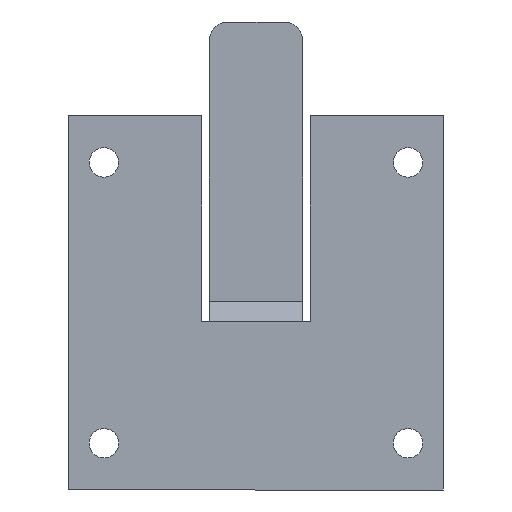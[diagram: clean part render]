
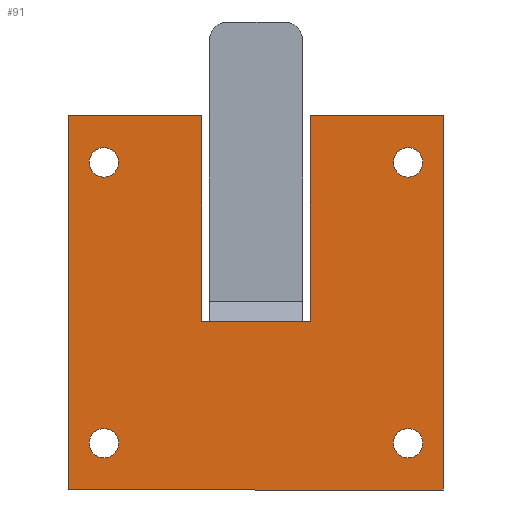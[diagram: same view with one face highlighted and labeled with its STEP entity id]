
A CAD part, front view. The second image highlights one B-rep face of the part: STEP entity #91.
In plain terms, the highlighted planar face has unit normal (0, -1, 0).
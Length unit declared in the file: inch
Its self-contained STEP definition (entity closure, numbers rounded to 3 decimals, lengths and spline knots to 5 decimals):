
#10 = VECTOR ( 'NONE', #100, 39.37008 ) ;
#18 = DIRECTION ( 'NONE',  ( 0., 0., 1. ) ) ;
#32 = VECTOR ( 'NONE', #922, 39.37008 ) ;
#44 = VERTEX_POINT ( 'NONE', #1298 ) ;
#48 = EDGE_CURVE ( 'NONE', #766, #798, #164, .T. ) ;
#50 = LINE ( 'NONE', #385, #944 ) ;
#71 = ORIENTED_EDGE ( 'NONE', *, *, #364, .F. ) ;
#72 = DIRECTION ( 'NONE',  ( 0., -1., 0. ) ) ;
#73 = VERTEX_POINT ( 'NONE', #295 ) ;
#76 = CARTESIAN_POINT ( 'NONE',  ( 0.8125, -0.2, -0.75 ) ) ;
#78 = ORIENTED_EDGE ( 'NONE', *, *, #971, .T. ) ;
#79 = CARTESIAN_POINT ( 'NONE',  ( -0.28937, -0.2, -0.1 ) ) ;
#81 = FACE_BOUND ( 'NONE', #304, .T. ) ;
#91 = ADVANCED_FACE ( 'NONE', ( #378, #935, #829, #81, #1066 ), #711, .F. ) ;
#96 = EDGE_CURVE ( 'NONE', #1150, #1225, #1029, .T. ) ;
#100 = DIRECTION ( 'NONE',  ( 0., 0., -1. ) ) ;
#107 = AXIS2_PLACEMENT_3D ( 'NONE', #170, #599, #1042 ) ;
#121 = CARTESIAN_POINT ( 'NONE',  ( -0.8125, -0.2, -0.67126 ) ) ;
#126 = CIRCLE ( 'NONE', #919, 0.07874 ) ;
#135 = VERTEX_POINT ( 'NONE', #1263 ) ;
#143 = EDGE_LOOP ( 'NONE', ( #933, #71 ) ) ;
#145 = CARTESIAN_POINT ( 'NONE',  ( -0.8125, -0.2, 0.75 ) ) ;
#153 = CIRCLE ( 'NONE', #290, 0.07874 ) ;
#164 = LINE ( 'NONE', #1161, #32 ) ;
#170 = CARTESIAN_POINT ( 'NONE',  ( 0.8125, -0.2, 0.75 ) ) ;
#201 = VERTEX_POINT ( 'NONE', #554 ) ;
#214 = CARTESIAN_POINT ( 'NONE',  ( 1., -0.2, -1. ) ) ;
#215 = CARTESIAN_POINT ( 'NONE',  ( 0.28937, -0.2, 1. ) ) ;
#221 = VECTOR ( 'NONE', #801, 39.37008 ) ;
#230 = DIRECTION ( 'NONE',  ( 0., 0., -1. ) ) ;
#232 = CARTESIAN_POINT ( 'NONE',  ( -0.28937, -0.2, -0.1 ) ) ;
#239 = EDGE_CURVE ( 'NONE', #495, #571, #882, .T. ) ;
#247 = DIRECTION ( 'NONE',  ( 0., -1., 0. ) ) ;
#262 = DIRECTION ( 'NONE',  ( 0., -1., 0. ) ) ;
#285 = ORIENTED_EDGE ( 'NONE', *, *, #668, .T. ) ;
#289 = CARTESIAN_POINT ( 'NONE',  ( 1., -0.2, 1. ) ) ;
#290 = AXIS2_PLACEMENT_3D ( 'NONE', #1156, #372, #1376 ) ;
#293 = ORIENTED_EDGE ( 'NONE', *, *, #1275, .F. ) ;
#295 = CARTESIAN_POINT ( 'NONE',  ( 0.8125, -0.2, 0.67126 ) ) ;
#299 = EDGE_CURVE ( 'NONE', #535, #766, #1023, .T. ) ;
#304 = EDGE_LOOP ( 'NONE', ( #613, #550 ) ) ;
#341 = EDGE_CURVE ( 'NONE', #1068, #495, #363, .T. ) ;
#345 = EDGE_CURVE ( 'NONE', #44, #201, #755, .T. ) ;
#356 = ORIENTED_EDGE ( 'NONE', *, *, #239, .T. ) ;
#363 = LINE ( 'NONE', #900, #431 ) ;
#364 = EDGE_CURVE ( 'NONE', #940, #1326, #126, .T. ) ;
#368 = DIRECTION ( 'NONE',  ( 0., 0., -1. ) ) ;
#372 = DIRECTION ( 'NONE',  ( 0., -1., 0. ) ) ;
#378 = FACE_OUTER_BOUND ( 'NONE', #603, .T. ) ;
#379 = AXIS2_PLACEMENT_3D ( 'NONE', #1002, #247, #230 ) ;
#381 = CARTESIAN_POINT ( 'NONE',  ( 0.8125, -0.2, 0.75 ) ) ;
#385 = CARTESIAN_POINT ( 'NONE',  ( -1., -0.2, -1. ) ) ;
#395 = DIRECTION ( 'NONE',  ( 0., 0., -1. ) ) ;
#426 = EDGE_LOOP ( 'NONE', ( #1184, #293 ) ) ;
#431 = VECTOR ( 'NONE', #18, 39.37008 ) ;
#449 = CARTESIAN_POINT ( 'NONE',  ( 0.28937, -0.2, -0.1 ) ) ;
#463 = DIRECTION ( 'NONE',  ( 0., 0., -1. ) ) ;
#478 = AXIS2_PLACEMENT_3D ( 'NONE', #381, #72, #395 ) ;
#495 = VERTEX_POINT ( 'NONE', #289 ) ;
#507 = DIRECTION ( 'NONE',  ( 1., 0., 0. ) ) ;
#522 = VECTOR ( 'NONE', #997, 39.37008 ) ;
#530 = DIRECTION ( 'NONE',  ( 0., 1., 0. ) ) ;
#535 = VERTEX_POINT ( 'NONE', #79 ) ;
#550 = ORIENTED_EDGE ( 'NONE', *, *, #1242, .F. ) ;
#554 = CARTESIAN_POINT ( 'NONE',  ( -0.8125, -0.2, 0.82874 ) ) ;
#571 = VERTEX_POINT ( 'NONE', #215 ) ;
#576 = CARTESIAN_POINT ( 'NONE',  ( 0.8125, -0.2, -0.75 ) ) ;
#592 = VERTEX_POINT ( 'NONE', #643 ) ;
#593 = CARTESIAN_POINT ( 'NONE',  ( -1., -0.2, 1. ) ) ;
#599 = DIRECTION ( 'NONE',  ( 0., -1., 0. ) ) ;
#602 = CARTESIAN_POINT ( 'NONE',  ( -1., -0.2, 1. ) ) ;
#603 = EDGE_LOOP ( 'NONE', ( #78, #1276, #1089, #888, #285, #981, #1395, #356 ) ) ;
#613 = ORIENTED_EDGE ( 'NONE', *, *, #96, .F. ) ;
#625 = CARTESIAN_POINT ( 'NONE',  ( -0.8125, -0.2, -0.82874 ) ) ;
#643 = CARTESIAN_POINT ( 'NONE',  ( 0.28937, -0.2, -0.1 ) ) ;
#647 = LINE ( 'NONE', #1193, #10 ) ;
#668 = EDGE_CURVE ( 'NONE', #798, #817, #803, .T. ) ;
#686 = AXIS2_PLACEMENT_3D ( 'NONE', #1410, #961, #1272 ) ;
#711 = PLANE ( 'NONE',  #845 ) ;
#732 = VECTOR ( 'NONE', #368, 39.37008 ) ;
#739 = EDGE_CURVE ( 'NONE', #201, #44, #1270, .T. ) ;
#754 = DIRECTION ( 'NONE',  ( 0., -1., 0. ) ) ;
#755 = CIRCLE ( 'NONE', #1076, 0.07874 ) ;
#759 = CIRCLE ( 'NONE', #1224, 0.07874 ) ;
#766 = VERTEX_POINT ( 'NONE', #1028 ) ;
#795 = EDGE_CURVE ( 'NONE', #135, #73, #1032, .T. ) ;
#798 = VERTEX_POINT ( 'NONE', #602 ) ;
#801 = DIRECTION ( 'NONE',  ( -1., 0., 0. ) ) ;
#803 = LINE ( 'NONE', #593, #732 ) ;
#809 = LINE ( 'NONE', #449, #221 ) ;
#813 = CARTESIAN_POINT ( 'NONE',  ( 0., -0.2, 0. ) ) ;
#817 = VERTEX_POINT ( 'NONE', #947 ) ;
#829 = FACE_BOUND ( 'NONE', #143, .T. ) ;
#845 = AXIS2_PLACEMENT_3D ( 'NONE', #813, #530, #1258 ) ;
#879 = CARTESIAN_POINT ( 'NONE',  ( 0.8125, -0.2, -0.82874 ) ) ;
#882 = LINE ( 'NONE', #1328, #522 ) ;
#888 = ORIENTED_EDGE ( 'NONE', *, *, #48, .T. ) ;
#900 = CARTESIAN_POINT ( 'NONE',  ( 1., -0.2, -1. ) ) ;
#919 = AXIS2_PLACEMENT_3D ( 'NONE', #576, #1011, #463 ) ;
#922 = DIRECTION ( 'NONE',  ( -1., 0., 0. ) ) ;
#933 = ORIENTED_EDGE ( 'NONE', *, *, #1335, .F. ) ;
#935 = FACE_BOUND ( 'NONE', #426, .T. ) ;
#940 = VERTEX_POINT ( 'NONE', #879 ) ;
#944 = VECTOR ( 'NONE', #507, 39.37008 ) ;
#947 = CARTESIAN_POINT ( 'NONE',  ( -1., -0.2, -1. ) ) ;
#961 = DIRECTION ( 'NONE',  ( 0., -1., 0. ) ) ;
#971 = EDGE_CURVE ( 'NONE', #571, #592, #647, .T. ) ;
#981 = ORIENTED_EDGE ( 'NONE', *, *, #1291, .T. ) ;
#997 = DIRECTION ( 'NONE',  ( -1., 0., 0. ) ) ;
#1002 = CARTESIAN_POINT ( 'NONE',  ( -0.8125, -0.2, 0.75 ) ) ;
#1011 = DIRECTION ( 'NONE',  ( 0., -1., 0. ) ) ;
#1023 = LINE ( 'NONE', #232, #1199 ) ;
#1028 = CARTESIAN_POINT ( 'NONE',  ( -0.28937, -0.2, 1. ) ) ;
#1029 = CIRCLE ( 'NONE', #686, 0.07874 ) ;
#1032 = CIRCLE ( 'NONE', #478, 0.07874 ) ;
#1042 = DIRECTION ( 'NONE',  ( 0., 0., -1. ) ) ;
#1066 = FACE_BOUND ( 'NONE', #1170, .T. ) ;
#1068 = VERTEX_POINT ( 'NONE', #214 ) ;
#1076 = AXIS2_PLACEMENT_3D ( 'NONE', #145, #262, #1119 ) ;
#1081 = CIRCLE ( 'NONE', #107, 0.07874 ) ;
#1089 = ORIENTED_EDGE ( 'NONE', *, *, #299, .T. ) ;
#1119 = DIRECTION ( 'NONE',  ( 0., 0., -1. ) ) ;
#1120 = EDGE_CURVE ( 'NONE', #592, #535, #809, .T. ) ;
#1146 = ORIENTED_EDGE ( 'NONE', *, *, #739, .F. ) ;
#1150 = VERTEX_POINT ( 'NONE', #121 ) ;
#1156 = CARTESIAN_POINT ( 'NONE',  ( -0.8125, -0.2, -0.75 ) ) ;
#1161 = CARTESIAN_POINT ( 'NONE',  ( -0.28937, -0.2, 1. ) ) ;
#1170 = EDGE_LOOP ( 'NONE', ( #1146, #1331 ) ) ;
#1184 = ORIENTED_EDGE ( 'NONE', *, *, #795, .F. ) ;
#1193 = CARTESIAN_POINT ( 'NONE',  ( 0.28937, -0.2, 1. ) ) ;
#1199 = VECTOR ( 'NONE', #1251, 39.37008 ) ;
#1200 = DIRECTION ( 'NONE',  ( 0., 0., -1. ) ) ;
#1224 = AXIS2_PLACEMENT_3D ( 'NONE', #76, #754, #1200 ) ;
#1225 = VERTEX_POINT ( 'NONE', #625 ) ;
#1242 = EDGE_CURVE ( 'NONE', #1225, #1150, #153, .T. ) ;
#1251 = DIRECTION ( 'NONE',  ( 0., 0., 1. ) ) ;
#1258 = DIRECTION ( 'NONE',  ( 0., 0., 1. ) ) ;
#1263 = CARTESIAN_POINT ( 'NONE',  ( 0.8125, -0.2, 0.82874 ) ) ;
#1270 = CIRCLE ( 'NONE', #379, 0.07874 ) ;
#1272 = DIRECTION ( 'NONE',  ( 0., 0., -1. ) ) ;
#1275 = EDGE_CURVE ( 'NONE', #73, #135, #1081, .T. ) ;
#1276 = ORIENTED_EDGE ( 'NONE', *, *, #1120, .T. ) ;
#1291 = EDGE_CURVE ( 'NONE', #817, #1068, #50, .T. ) ;
#1298 = CARTESIAN_POINT ( 'NONE',  ( -0.8125, -0.2, 0.67126 ) ) ;
#1326 = VERTEX_POINT ( 'NONE', #1417 ) ;
#1328 = CARTESIAN_POINT ( 'NONE',  ( 1., -0.2, 1. ) ) ;
#1331 = ORIENTED_EDGE ( 'NONE', *, *, #345, .F. ) ;
#1335 = EDGE_CURVE ( 'NONE', #1326, #940, #759, .T. ) ;
#1376 = DIRECTION ( 'NONE',  ( 0., 0., -1. ) ) ;
#1395 = ORIENTED_EDGE ( 'NONE', *, *, #341, .T. ) ;
#1410 = CARTESIAN_POINT ( 'NONE',  ( -0.8125, -0.2, -0.75 ) ) ;
#1417 = CARTESIAN_POINT ( 'NONE',  ( 0.8125, -0.2, -0.67126 ) ) ;
